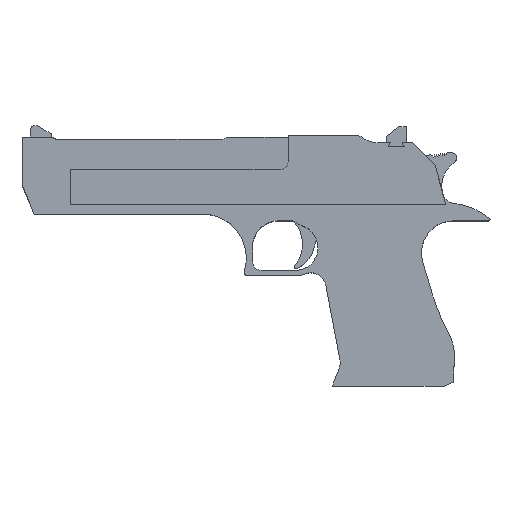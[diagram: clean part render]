
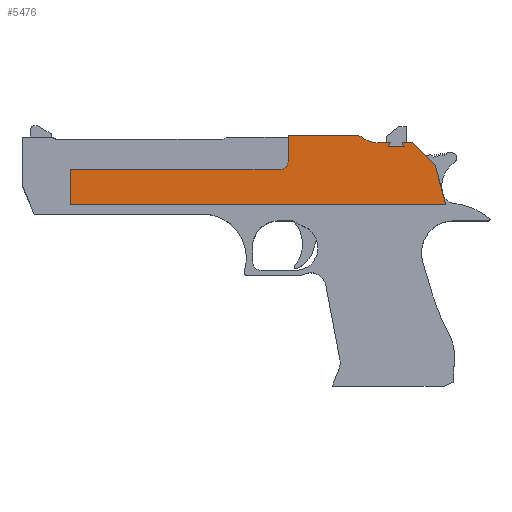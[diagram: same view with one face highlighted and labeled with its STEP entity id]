
A CAD part, top view. The second image highlights one B-rep face of the part: STEP entity #5476.
In plain terms, the highlighted face is planar.
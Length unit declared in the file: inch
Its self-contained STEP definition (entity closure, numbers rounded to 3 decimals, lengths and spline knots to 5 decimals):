
#344=CIRCLE('',#6049,0.16619);
#346=CIRCLE('',#6054,0.05452);
#621=FACE_OUTER_BOUND('',#898,.T.);
#898=EDGE_LOOP('',(#4988,#4989,#4990,#4991,#4992,#4993,#4994,#4995,#4996,
#4997,#4998,#4999,#5000,#5001));
#1490=LINE('',#9110,#2117);
#1494=LINE('',#9117,#2121);
#1497=LINE('',#9123,#2124);
#1500=LINE('',#9129,#2127);
#1503=LINE('',#9135,#2130);
#1507=LINE('',#9147,#2134);
#1510=LINE('',#9153,#2137);
#1514=LINE('',#9165,#2141);
#1517=LINE('',#9171,#2144);
#1520=LINE('',#9177,#2147);
#1523=LINE('',#9183,#2150);
#1525=LINE('',#9186,#2152);
#2117=VECTOR('',#7499,0.3937);
#2121=VECTOR('',#7505,0.3937);
#2124=VECTOR('',#7510,0.3937);
#2127=VECTOR('',#7515,0.3937);
#2130=VECTOR('',#7520,0.3937);
#2134=VECTOR('',#7532,0.3937);
#2137=VECTOR('',#7537,0.3937);
#2141=VECTOR('',#7549,0.3937);
#2144=VECTOR('',#7554,0.3937);
#2147=VECTOR('',#7559,0.3937);
#2150=VECTOR('',#7564,0.3937);
#2152=VECTOR('',#7568,0.3937);
#2645=VERTEX_POINT('',#9107);
#2646=VERTEX_POINT('',#9109);
#2648=VERTEX_POINT('',#9115);
#2650=VERTEX_POINT('',#9121);
#2652=VERTEX_POINT('',#9127);
#2654=VERTEX_POINT('',#9133);
#2656=VERTEX_POINT('',#9139);
#2658=VERTEX_POINT('',#9145);
#2660=VERTEX_POINT('',#9151);
#2662=VERTEX_POINT('',#9157);
#2664=VERTEX_POINT('',#9163);
#2666=VERTEX_POINT('',#9169);
#2668=VERTEX_POINT('',#9175);
#2670=VERTEX_POINT('',#9181);
#3408=EDGE_CURVE('',#2646,#2645,#1490,.T.);
#3412=EDGE_CURVE('',#2645,#2648,#1494,.T.);
#3415=EDGE_CURVE('',#2648,#2650,#1497,.T.);
#3418=EDGE_CURVE('',#2650,#2652,#1500,.T.);
#3421=EDGE_CURVE('',#2652,#2654,#1503,.T.);
#3424=EDGE_CURVE('',#2654,#2656,#344,.T.);
#3427=EDGE_CURVE('',#2656,#2658,#1507,.T.);
#3430=EDGE_CURVE('',#2658,#2660,#1510,.T.);
#3433=EDGE_CURVE('',#2660,#2662,#346,.T.);
#3436=EDGE_CURVE('',#2662,#2664,#1514,.T.);
#3439=EDGE_CURVE('',#2664,#2666,#1517,.T.);
#3442=EDGE_CURVE('',#2666,#2668,#1520,.T.);
#3445=EDGE_CURVE('',#2668,#2670,#1523,.T.);
#3447=EDGE_CURVE('',#2670,#2646,#1525,.T.);
#4988=ORIENTED_EDGE('',*,*,#3447,.T.);
#4989=ORIENTED_EDGE('',*,*,#3408,.T.);
#4990=ORIENTED_EDGE('',*,*,#3412,.T.);
#4991=ORIENTED_EDGE('',*,*,#3415,.T.);
#4992=ORIENTED_EDGE('',*,*,#3418,.T.);
#4993=ORIENTED_EDGE('',*,*,#3421,.T.);
#4994=ORIENTED_EDGE('',*,*,#3424,.T.);
#4995=ORIENTED_EDGE('',*,*,#3427,.T.);
#4996=ORIENTED_EDGE('',*,*,#3430,.T.);
#4997=ORIENTED_EDGE('',*,*,#3433,.T.);
#4998=ORIENTED_EDGE('',*,*,#3436,.T.);
#4999=ORIENTED_EDGE('',*,*,#3439,.T.);
#5000=ORIENTED_EDGE('',*,*,#3442,.T.);
#5001=ORIENTED_EDGE('',*,*,#3445,.T.);
#5201=PLANE('',#6061);
#5476=ADVANCED_FACE('',(#621),#5201,.F.);
#6049=AXIS2_PLACEMENT_3D('',#9141,#7526,#7527);
#6054=AXIS2_PLACEMENT_3D('',#9159,#7543,#7544);
#6061=AXIS2_PLACEMENT_3D('',#9188,#7571,#7572);
#7499=DIRECTION('',(1.,0.,0.));
#7505=DIRECTION('',(-0.538,-0.843,0.));
#7510=DIRECTION('',(1.,0.,0.));
#7515=DIRECTION('',(-0.527,0.85,0.));
#7520=DIRECTION('',(1.,0.,0.));
#7526=DIRECTION('center_axis',(0.,0.,1.));
#7527=DIRECTION('ref_axis',(0.,-1.,0.));
#7532=DIRECTION('',(1.,0.,0.));
#7537=DIRECTION('',(0.,-1.,0.));
#7543=DIRECTION('center_axis',(0.,0.,1.));
#7544=DIRECTION('ref_axis',(-1.,0.,0.));
#7549=DIRECTION('',(1.,0.,0.));
#7554=DIRECTION('',(0.,-1.,0.));
#7559=DIRECTION('',(-1.,0.,0.));
#7564=DIRECTION('',(0.258,0.966,0.));
#7568=DIRECTION('',(0.705,0.709,0.));
#7571=DIRECTION('center_axis',(0.,0.,1.));
#7572=DIRECTION('ref_axis',(1.,0.,0.));
#9107=CARTESIAN_POINT('',(-0.91927,0.41866,0.));
#9109=CARTESIAN_POINT('',(-0.97949,0.41866,0.));
#9110=CARTESIAN_POINT('',(-0.97949,0.41866,0.));
#9115=CARTESIAN_POINT('',(-0.93394,0.39564,0.));
#9117=CARTESIAN_POINT('',(-0.91927,0.41866,0.));
#9121=CARTESIAN_POINT('',(-0.83709,0.39564,0.));
#9123=CARTESIAN_POINT('',(-0.93394,0.39564,0.));
#9127=CARTESIAN_POINT('',(-0.85138,0.41866,0.));
#9129=CARTESIAN_POINT('',(-0.83709,0.39564,0.));
#9133=CARTESIAN_POINT('',(-0.7781,0.41866,0.));
#9135=CARTESIAN_POINT('',(-0.85138,0.41866,0.));
#9139=CARTESIAN_POINT('',(-0.66543,0.46268,0.));
#9141=CARTESIAN_POINT('Origin',(-0.7781,0.58485,0.));
#9145=CARTESIAN_POINT('',(-0.25124,0.46268,0.));
#9147=CARTESIAN_POINT('',(-0.66543,0.46268,0.));
#9151=CARTESIAN_POINT('',(-0.25124,0.3148,0.));
#9153=CARTESIAN_POINT('',(-0.25124,0.46268,0.));
#9157=CARTESIAN_POINT('',(-0.19672,0.26028,0.));
#9159=CARTESIAN_POINT('Origin',(-0.19672,0.3148,0.));
#9163=CARTESIAN_POINT('',(1.02726,0.26028,0.));
#9165=CARTESIAN_POINT('',(-0.19672,0.26028,0.));
#9169=CARTESIAN_POINT('',(1.02726,0.05492,0.));
#9171=CARTESIAN_POINT('',(1.02726,0.26028,0.));
#9175=CARTESIAN_POINT('',(-1.17515,0.05492,0.));
#9177=CARTESIAN_POINT('',(1.02726,0.05492,0.));
#9181=CARTESIAN_POINT('',(-1.11426,0.28305,0.));
#9183=CARTESIAN_POINT('',(-1.17515,0.05492,0.));
#9186=CARTESIAN_POINT('',(-1.11426,0.28305,0.));
#9188=CARTESIAN_POINT('Origin',(-0.09787,0.19983,0.));
